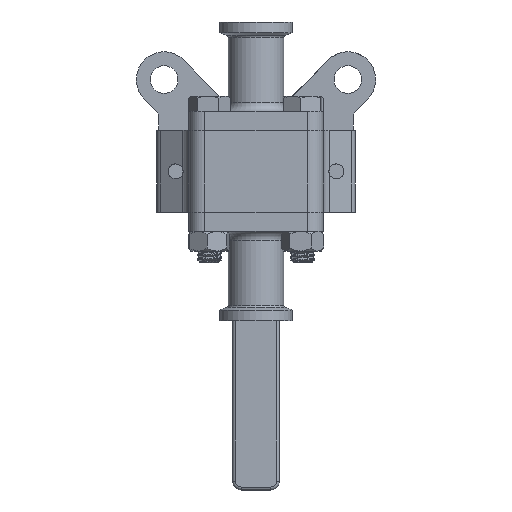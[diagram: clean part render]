
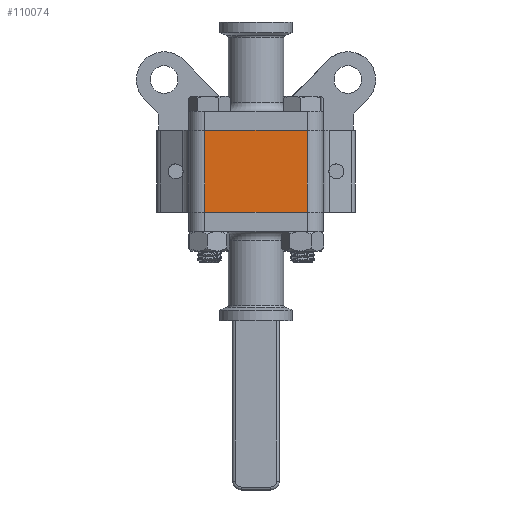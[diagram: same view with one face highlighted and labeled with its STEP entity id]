
A CAD part, front view. The second image highlights one B-rep face of the part: STEP entity #110074.
In plain terms, the highlighted planar face has unit normal (0, -1, 0).
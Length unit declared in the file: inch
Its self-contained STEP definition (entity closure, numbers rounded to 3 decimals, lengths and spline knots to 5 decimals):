
#4037 = VECTOR ( 'NONE', #26873, 39.37008 ) ;
#10916 = ORIENTED_EDGE ( 'NONE', *, *, #32698, .F. ) ;
#15227 = DIRECTION ( 'NONE',  ( 0., 1., 0. ) ) ;
#15745 = LINE ( 'NONE', #118381, #4037 ) ;
#15819 = VERTEX_POINT ( 'NONE', #55463 ) ;
#22940 = LINE ( 'NONE', #30044, #46250 ) ;
#25940 = EDGE_CURVE ( 'NONE', #95590, #100709, #22940, .T. ) ;
#26873 = DIRECTION ( 'NONE',  ( 0., 0., -1. ) ) ;
#30044 = CARTESIAN_POINT ( 'NONE',  ( 0.68898, -0.90551, -0.55118 ) ) ;
#32698 = EDGE_CURVE ( 'NONE', #102046, #15819, #37554, .T. ) ;
#32714 = CARTESIAN_POINT ( 'NONE',  ( 0.68898, -0.90551, -0.55118 ) ) ;
#33807 = AXIS2_PLACEMENT_3D ( 'NONE', #116417, #15227, #52078 ) ;
#37554 = LINE ( 'NONE', #113175, #108517 ) ;
#39473 = DIRECTION ( 'NONE',  ( 1., 0., 0. ) ) ;
#46250 = VECTOR ( 'NONE', #48331, 39.37008 ) ;
#48331 = DIRECTION ( 'NONE',  ( 1., 0., 0. ) ) ;
#50612 = VECTOR ( 'NONE', #103098, 39.37008 ) ;
#52078 = DIRECTION ( 'NONE',  ( 0., 0., 1. ) ) ;
#55463 = CARTESIAN_POINT ( 'NONE',  ( 0.68898, -0.90551, 0.55118 ) ) ;
#56995 = FACE_OUTER_BOUND ( 'NONE', #82499, .T. ) ;
#76066 = CARTESIAN_POINT ( 'NONE',  ( -0.68898, -0.90551, -0.55118 ) ) ;
#76108 = ORIENTED_EDGE ( 'NONE', *, *, #116368, .T. ) ;
#77109 = ORIENTED_EDGE ( 'NONE', *, *, #25940, .T. ) ;
#81035 = LINE ( 'NONE', #102711, #50612 ) ;
#82499 = EDGE_LOOP ( 'NONE', ( #77109, #116268, #10916, #76108 ) ) ;
#93347 = CARTESIAN_POINT ( 'NONE',  ( -0.68898, -0.90551, 0.55118 ) ) ;
#95590 = VERTEX_POINT ( 'NONE', #76066 ) ;
#100709 = VERTEX_POINT ( 'NONE', #32714 ) ;
#102046 = VERTEX_POINT ( 'NONE', #93347 ) ;
#102711 = CARTESIAN_POINT ( 'NONE',  ( -0.68898, -0.90551, 0.55118 ) ) ;
#103098 = DIRECTION ( 'NONE',  ( 0., 0., -1. ) ) ;
#107511 = PLANE ( 'NONE',  #33807 ) ;
#108517 = VECTOR ( 'NONE', #39473, 39.37008 ) ;
#110074 = ADVANCED_FACE ( 'NONE', ( #56995 ), #107511, .F. ) ;
#113175 = CARTESIAN_POINT ( 'NONE',  ( 0.68898, -0.90551, 0.55118 ) ) ;
#114597 = EDGE_CURVE ( 'NONE', #15819, #100709, #15745, .T. ) ;
#116268 = ORIENTED_EDGE ( 'NONE', *, *, #114597, .F. ) ;
#116368 = EDGE_CURVE ( 'NONE', #102046, #95590, #81035, .T. ) ;
#116417 = CARTESIAN_POINT ( 'NONE',  ( 0.68898, -0.90551, 0.55118 ) ) ;
#118381 = CARTESIAN_POINT ( 'NONE',  ( 0.68898, -0.90551, 0.55118 ) ) ;
